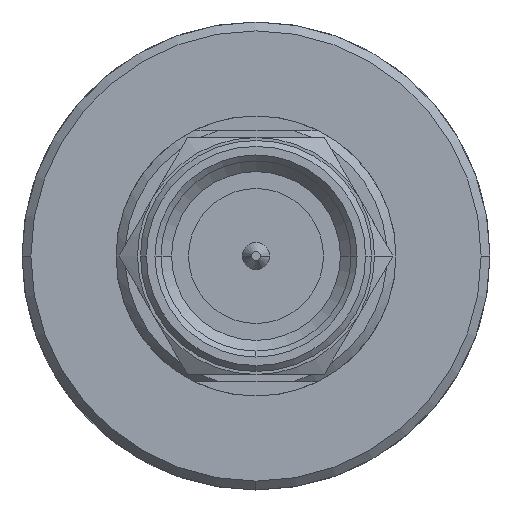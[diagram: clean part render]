
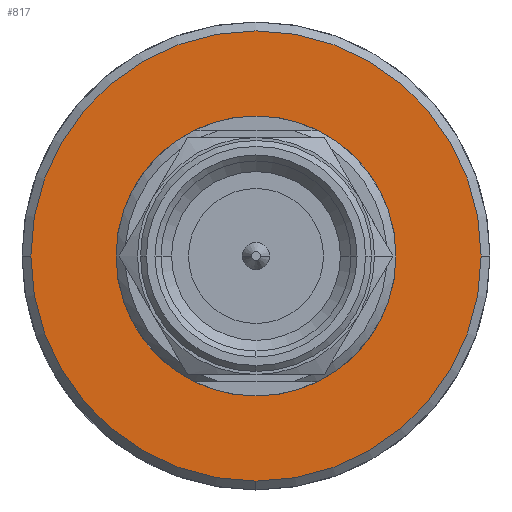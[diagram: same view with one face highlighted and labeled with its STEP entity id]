
A CAD part, left-side view. The second image highlights one B-rep face of the part: STEP entity #817.
In plain terms, the highlighted planar face has unit normal (-1, 0, 0).
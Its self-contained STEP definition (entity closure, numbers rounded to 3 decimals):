
#18 = EDGE_CURVE ( 'NONE', #373, #1696, #2047, .T. ) ;
#74 = CARTESIAN_POINT ( 'NONE',  ( 12.5, 0., 0. ) ) ;
#124 = DIRECTION ( 'NONE',  ( -1., 0., 0. ) ) ;
#211 = CARTESIAN_POINT ( 'NONE',  ( 12.5, 0., -7.6 ) ) ;
#255 = CARTESIAN_POINT ( 'NONE',  ( 12.5, 0., 0. ) ) ;
#262 = ORIENTED_EDGE ( 'NONE', *, *, #3645, .T. ) ;
#343 = VERTEX_POINT ( 'NONE', #1775 ) ;
#373 = VERTEX_POINT ( 'NONE', #1905 ) ;
#471 = CARTESIAN_POINT ( 'NONE',  ( 12.5, -4.725, 0. ) ) ;
#711 = EDGE_CURVE ( 'NONE', #2250, #2600, #2598, .T. ) ;
#794 = CIRCLE ( 'NONE', #3130, 4.725 ) ;
#817 = ADVANCED_FACE ( 'NONE', ( #1217, #2072 ), #3219, .T. ) ;
#869 = ORIENTED_EDGE ( 'NONE', *, *, #18, .T. ) ;
#1089 = DIRECTION ( 'NONE',  ( 0., 1., 0. ) ) ;
#1127 = ORIENTED_EDGE ( 'NONE', *, *, #3465, .T. ) ;
#1153 = DIRECTION ( 'NONE',  ( 0., -1., 0. ) ) ;
#1217 = FACE_BOUND ( 'NONE', #2393, .T. ) ;
#1282 = AXIS2_PLACEMENT_3D ( 'NONE', #3643, #1838, #1089 ) ;
#1333 = CIRCLE ( 'NONE', #3424, 7.6 ) ;
#1336 = AXIS2_PLACEMENT_3D ( 'NONE', #2197, #1599, #1358 ) ;
#1358 = DIRECTION ( 'NONE',  ( 0., 1., 0. ) ) ;
#1599 = DIRECTION ( 'NONE',  ( -1., 0., 0. ) ) ;
#1696 = VERTEX_POINT ( 'NONE', #211 ) ;
#1775 = CARTESIAN_POINT ( 'NONE',  ( 12.5, -7.6, 0. ) ) ;
#1838 = DIRECTION ( 'NONE',  ( 1., 0., 0. ) ) ;
#1905 = CARTESIAN_POINT ( 'NONE',  ( 12.5, 7.6, 0. ) ) ;
#1994 = EDGE_LOOP ( 'NONE', ( #1127, #869, #262 ) ) ;
#2047 = CIRCLE ( 'NONE', #1336, 7.6 ) ;
#2072 = FACE_OUTER_BOUND ( 'NONE', #1994, .T. ) ;
#2187 = DIRECTION ( 'NONE',  ( 0., 1., 0. ) ) ;
#2197 = CARTESIAN_POINT ( 'NONE',  ( 12.5, 0., 0. ) ) ;
#2250 = VERTEX_POINT ( 'NONE', #2781 ) ;
#2349 = ORIENTED_EDGE ( 'NONE', *, *, #711, .T. ) ;
#2393 = EDGE_LOOP ( 'NONE', ( #2349, #3105 ) ) ;
#2444 = CIRCLE ( 'NONE', #3654, 7.6 ) ;
#2598 = CIRCLE ( 'NONE', #1282, 4.725 ) ;
#2600 = VERTEX_POINT ( 'NONE', #471 ) ;
#2781 = CARTESIAN_POINT ( 'NONE',  ( 12.5, 4.725, 0. ) ) ;
#2834 = DIRECTION ( 'NONE',  ( -1., 0., 0. ) ) ;
#2951 = DIRECTION ( 'NONE',  ( 0., 1., 0. ) ) ;
#3105 = ORIENTED_EDGE ( 'NONE', *, *, #3128, .F. ) ;
#3128 = EDGE_CURVE ( 'NONE', #2250, #2600, #794, .T. ) ;
#3130 = AXIS2_PLACEMENT_3D ( 'NONE', #74, #3282, #2951 ) ;
#3219 = PLANE ( 'NONE',  #3318 ) ;
#3282 = DIRECTION ( 'NONE',  ( -1., 0., 0. ) ) ;
#3314 = CARTESIAN_POINT ( 'NONE',  ( 12.5, 0., 0. ) ) ;
#3318 = AXIS2_PLACEMENT_3D ( 'NONE', #3464, #124, #3578 ) ;
#3424 = AXIS2_PLACEMENT_3D ( 'NONE', #255, #2834, #1153 ) ;
#3464 = CARTESIAN_POINT ( 'NONE',  ( 12.5, 0., 0. ) ) ;
#3465 = EDGE_CURVE ( 'NONE', #343, #373, #1333, .T. ) ;
#3578 = DIRECTION ( 'NONE',  ( 0., 0., 1. ) ) ;
#3620 = DIRECTION ( 'NONE',  ( -1., 0., 0. ) ) ;
#3643 = CARTESIAN_POINT ( 'NONE',  ( 12.5, 0., 0. ) ) ;
#3645 = EDGE_CURVE ( 'NONE', #1696, #343, #2444, .T. ) ;
#3654 = AXIS2_PLACEMENT_3D ( 'NONE', #3314, #3620, #2187 ) ;
